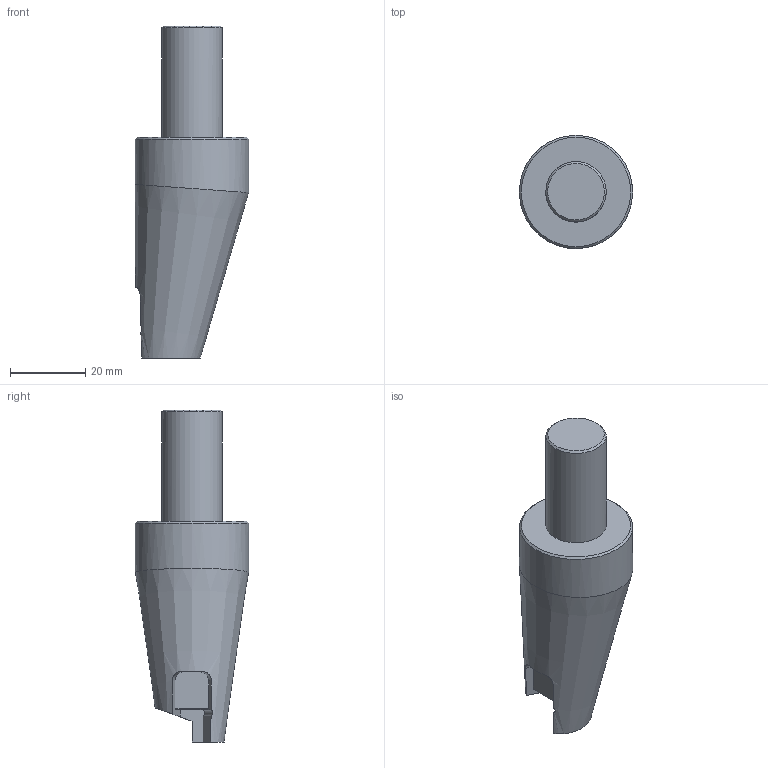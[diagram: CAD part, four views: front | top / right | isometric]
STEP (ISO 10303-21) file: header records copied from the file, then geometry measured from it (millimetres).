
FILE_DESCRIPTION(/* description */ (''),/* implementation_level */ '2;1');
FILE_NAME(/* name */ 'A760A32.stp',/* time_stamp */ '2017-10-23T16:42:23+05:00',/* author */ (''),/* organization */ (''),/* preprocessor_version */ 'ST-DEVELOPER v16',/* originating_system */ 'SIEMENS PLM Software NX 11.0',/* authorisation */ '');
FILE_SCHEMA (('AUTOMOTIVE_DESIGN { 1 0 10303 214 3 1 1 1 }'));
Length unit declared in the file: millimetre
Products named in the file (1): A760A32
Bounding box: 30 x 30 x 88 mm (x, y, z)
Volume: 34165.1 mm3; surface area: 7380.8 mm2
Topology: 2 solids, 2 shells, 22 faces, 55 edges, 37 vertices
Faces by surface type: plane 14, cylinder 5, cone 3
Full cylindrical faces by diameter (mm): 16 x1, 30 x1
Entity records: 824 total; most frequent: CARTESIAN_POINT 282, DIRECTION 102, ORIENTED_EDGE 92, EDGE_CURVE 46, AXIS2_PLACEMENT_3D 38, VERTEX_POINT 33, EDGE_LOOP 27, LINE 26
